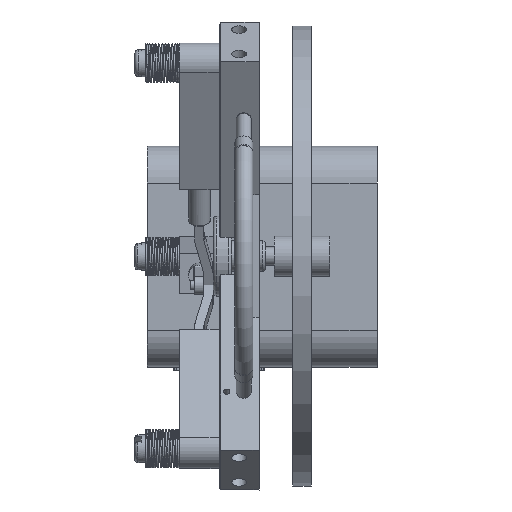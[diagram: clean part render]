
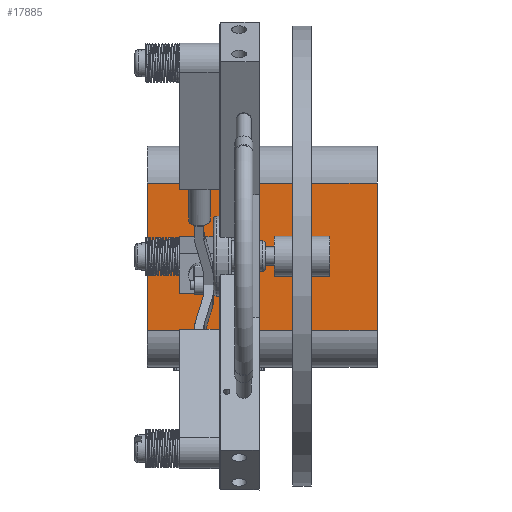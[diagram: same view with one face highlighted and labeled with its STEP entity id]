
A CAD part, top view. The second image highlights one B-rep face of the part: STEP entity #17885.
In plain terms, the highlighted planar face has unit normal (0, 0, 1).
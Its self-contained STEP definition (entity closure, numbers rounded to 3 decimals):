
#17300 = VERTEX_POINT('',#17301);
#17301 = CARTESIAN_POINT('',(6.5,-7.5,6.));
#17307 = EDGE_CURVE('',#17300,#17300,#17308,.T.);
#17308 = CIRCLE('',#17309,1.5);
#17309 = AXIS2_PLACEMENT_3D('',#17310,#17311,#17312);
#17310 = CARTESIAN_POINT('',(8.,-7.5,6.));
#17311 = DIRECTION('',(0.,0.,-1.));
#17312 = DIRECTION('',(1.,0.,0.));
#17358 = VERTEX_POINT('',#17359);
#17359 = CARTESIAN_POINT('',(6.5,8.5,6.));
#17365 = EDGE_CURVE('',#17358,#17358,#17366,.T.);
#17366 = CIRCLE('',#17367,1.5);
#17367 = AXIS2_PLACEMENT_3D('',#17368,#17369,#17370);
#17368 = CARTESIAN_POINT('',(8.,8.5,6.));
#17369 = DIRECTION('',(0.,0.,-1.));
#17370 = DIRECTION('',(1.,0.,0.));
#17473 = VERTEX_POINT('',#17474);
#17474 = CARTESIAN_POINT('',(-22.,-23.5,6.));
#17499 = VERTEX_POINT('',#17500);
#17500 = CARTESIAN_POINT('',(53.,-23.5,6.));
#17576 = EDGE_CURVE('',#17473,#17499,#17577,.T.);
#17577 = LINE('',#17578,#17579);
#17578 = CARTESIAN_POINT('',(34.25,-23.5,6.));
#17579 = VECTOR('',#17580,1.);
#17580 = DIRECTION('',(1.,0.,0.));
#17709 = VERTEX_POINT('',#17710);
#17710 = CARTESIAN_POINT('',(53.,24.5,6.));
#17735 = VERTEX_POINT('',#17736);
#17736 = CARTESIAN_POINT('',(-22.,24.5,6.));
#17812 = EDGE_CURVE('',#17709,#17735,#17813,.T.);
#17813 = LINE('',#17814,#17815);
#17814 = CARTESIAN_POINT('',(-3.25,24.5,6.));
#17815 = VECTOR('',#17816,1.);
#17816 = DIRECTION('',(-1.,0.,0.));
#17835 = EDGE_CURVE('',#17709,#17499,#17836,.T.);
#17836 = LINE('',#17837,#17838);
#17837 = CARTESIAN_POINT('',(53.,-29.5,6.));
#17838 = VECTOR('',#17839,1.);
#17839 = DIRECTION('',(0.,-1.,0.));
#17873 = EDGE_CURVE('',#17473,#17735,#17874,.T.);
#17874 = LINE('',#17875,#17876);
#17875 = CARTESIAN_POINT('',(-22.,30.5,6.));
#17876 = VECTOR('',#17877,1.);
#17877 = DIRECTION('',(0.,1.,0.));
#17885 = ADVANCED_FACE('',(#17886,#17892,#17895),#17898,.T.);
#17886 = FACE_BOUND('',#17887,.T.);
#17887 = EDGE_LOOP('',(#17888,#17889,#17890,#17891));
#17888 = ORIENTED_EDGE('',*,*,#17576,.T.);
#17889 = ORIENTED_EDGE('',*,*,#17835,.F.);
#17890 = ORIENTED_EDGE('',*,*,#17812,.T.);
#17891 = ORIENTED_EDGE('',*,*,#17873,.F.);
#17892 = FACE_BOUND('',#17893,.T.);
#17893 = EDGE_LOOP('',(#17894));
#17894 = ORIENTED_EDGE('',*,*,#17307,.T.);
#17895 = FACE_BOUND('',#17896,.T.);
#17896 = EDGE_LOOP('',(#17897));
#17897 = ORIENTED_EDGE('',*,*,#17365,.T.);
#17898 = PLANE('',#17899);
#17899 = AXIS2_PLACEMENT_3D('',#17900,#17901,#17902);
#17900 = CARTESIAN_POINT('',(15.5,0.5,6.));
#17901 = DIRECTION('',(0.,0.,1.));
#17902 = DIRECTION('',(0.,-1.,0.));
